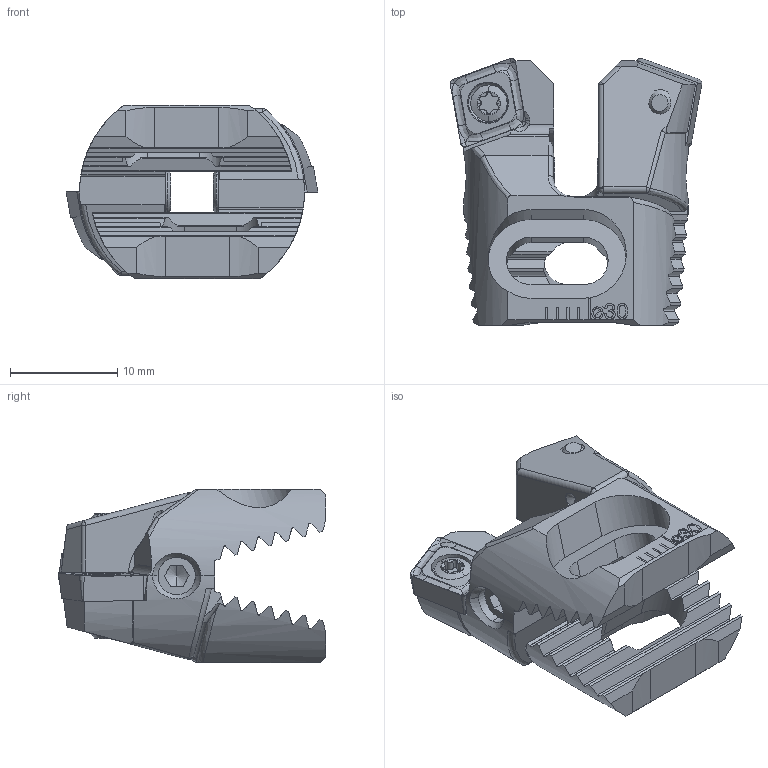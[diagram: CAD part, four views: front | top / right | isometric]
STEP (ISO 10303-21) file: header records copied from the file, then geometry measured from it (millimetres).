
FILE_DESCRIPTION (( 'STEP AP203' ), '1' );
FILE_NAME ('D24.020.024.006.STEP', '2018-03-02T10:08:53', ( 'SWIAdmin' ), ( 'Hewlett-Packard Company' ), 'SwSTEP 2.0', 'SolidWorks 2017', '' );
FILE_SCHEMA (( 'CONFIG_CONTROL_DESIGN' ));
Length unit declared in the file: millimetre
Products named in the file (5): Z20-xxx.001.015_D_70ø; WCA-ER2.001.006_A; CCMT060204; Z20-ER3.001.007_A; D24.020.024.006
Assembly tree (8 placements, depth 2):
  D24.020.024.006
    Z20-xxx.001.015_D_70ø  x2
    WCA-ER2.001.006_A  x2
    CCMT060204  x2
    Z20-ER3.001.007_A  x2
Bounding box: 23.5 x 24.95 x 16.2 mm (x, y, z)
Volume: 2926.6 mm3; surface area: 3395.1 mm2
Topology: 8 solids, 8 shells, 608 faces, 1608 edges, 1014 vertices
Faces by surface type: plane 266, cylinder 136, bspline 106, cone 66, torus 18, sphere 16
Entity records: 12551 total; most frequent: CARTESIAN_POINT 5138, ORIENTED_EDGE 1592, DIRECTION 1187, EDGE_CURVE 796, VERTEX_POINT 507, AXIS2_PLACEMENT_3D 403, LINE 381, VECTOR 381
